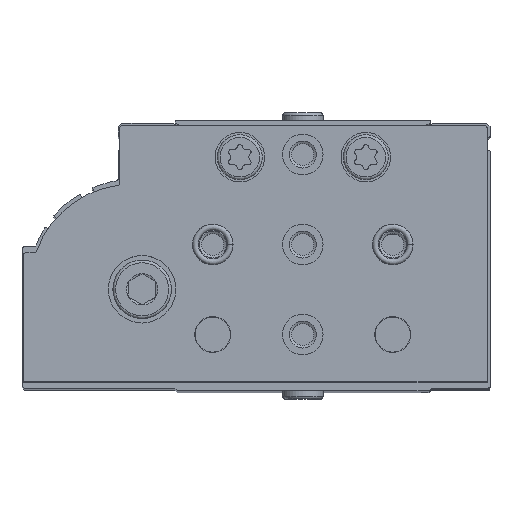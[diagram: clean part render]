
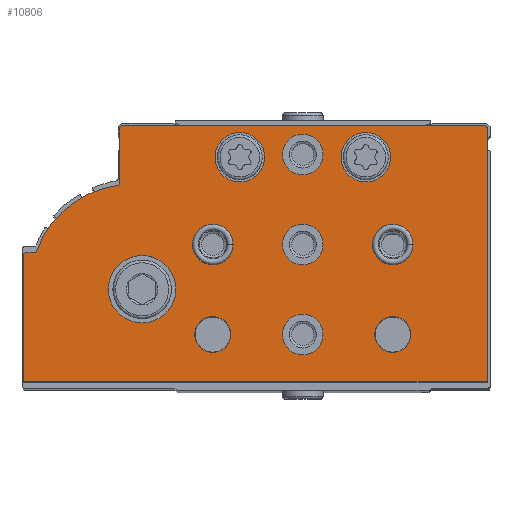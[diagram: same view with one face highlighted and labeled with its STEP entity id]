
A CAD part, top view. The second image highlights one B-rep face of the part: STEP entity #10806.
In plain terms, the highlighted face is planar.
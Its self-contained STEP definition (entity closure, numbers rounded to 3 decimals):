
#1099=LINE('',#18289,#1928);
#1101=LINE('',#18293,#1930);
#1103=LINE('',#18297,#1932);
#1106=LINE('',#18305,#1935);
#1111=LINE('',#18321,#1940);
#1114=LINE('',#18329,#1943);
#1928=VECTOR('',#14809,1000.);
#1930=VECTOR('',#14813,1000.);
#1932=VECTOR('',#14817,1000.);
#1935=VECTOR('',#14826,1000.);
#1940=VECTOR('',#14845,1000.);
#1943=VECTOR('',#14854,1000.);
#4170=ORIENTED_EDGE('',*,*,#6103,.T.);
#4171=ORIENTED_EDGE('',*,*,#6104,.T.);
#4172=ORIENTED_EDGE('',*,*,#6105,.T.);
#4173=ORIENTED_EDGE('',*,*,#6106,.T.);
#4174=ORIENTED_EDGE('',*,*,#6107,.T.);
#4175=ORIENTED_EDGE('',*,*,#6108,.T.);
#4176=ORIENTED_EDGE('',*,*,#6109,.T.);
#4177=ORIENTED_EDGE('',*,*,#6110,.T.);
#4178=ORIENTED_EDGE('',*,*,#6111,.T.);
#4179=ORIENTED_EDGE('',*,*,#6112,.T.);
#4180=ORIENTED_EDGE('',*,*,#6078,.F.);
#4181=ORIENTED_EDGE('',*,*,#6101,.F.);
#4182=ORIENTED_EDGE('',*,*,#6099,.F.);
#4183=ORIENTED_EDGE('',*,*,#6097,.F.);
#4184=ORIENTED_EDGE('',*,*,#6095,.T.);
#4185=ORIENTED_EDGE('',*,*,#6093,.F.);
#4186=ORIENTED_EDGE('',*,*,#6091,.T.);
#4187=ORIENTED_EDGE('',*,*,#6089,.F.);
#4188=ORIENTED_EDGE('',*,*,#6087,.F.);
#4189=ORIENTED_EDGE('',*,*,#6085,.F.);
#4190=ORIENTED_EDGE('',*,*,#6083,.F.);
#4191=ORIENTED_EDGE('',*,*,#6081,.F.);
#6078=EDGE_CURVE('',#7262,#7263,#7918,.T.);
#6081=EDGE_CURVE('',#7263,#7264,#1099,.T.);
#6083=EDGE_CURVE('',#7264,#7265,#1101,.T.);
#6085=EDGE_CURVE('',#7265,#7266,#1103,.T.);
#6087=EDGE_CURVE('',#7266,#7267,#7919,.T.);
#6089=EDGE_CURVE('',#7267,#7268,#1106,.T.);
#6091=EDGE_CURVE('',#7269,#7268,#7920,.T.);
#6093=EDGE_CURVE('',#7269,#7270,#7921,.T.);
#6095=EDGE_CURVE('',#7271,#7270,#7922,.T.);
#6097=EDGE_CURVE('',#7271,#7272,#1111,.T.);
#6099=EDGE_CURVE('',#7272,#7273,#7923,.T.);
#6101=EDGE_CURVE('',#7273,#7262,#1114,.T.);
#6103=EDGE_CURVE('',#7274,#7274,#7924,.T.);
#6104=EDGE_CURVE('',#7275,#7275,#7925,.T.);
#6105=EDGE_CURVE('',#7276,#7276,#7926,.T.);
#6106=EDGE_CURVE('',#7277,#7277,#7927,.T.);
#6107=EDGE_CURVE('',#7278,#7278,#7928,.T.);
#6108=EDGE_CURVE('',#7279,#7279,#7929,.T.);
#6109=EDGE_CURVE('',#7280,#7280,#7930,.T.);
#6110=EDGE_CURVE('',#7281,#7281,#7931,.T.);
#6111=EDGE_CURVE('',#7282,#7282,#7932,.T.);
#6112=EDGE_CURVE('',#7283,#7283,#7933,.T.);
#7262=VERTEX_POINT('',#18284);
#7263=VERTEX_POINT('',#18285);
#7264=VERTEX_POINT('',#18290);
#7265=VERTEX_POINT('',#18294);
#7266=VERTEX_POINT('',#18298);
#7267=VERTEX_POINT('',#18302);
#7268=VERTEX_POINT('',#18306);
#7269=VERTEX_POINT('',#18310);
#7270=VERTEX_POINT('',#18314);
#7271=VERTEX_POINT('',#18318);
#7272=VERTEX_POINT('',#18322);
#7273=VERTEX_POINT('',#18326);
#7274=VERTEX_POINT('',#18333);
#7275=VERTEX_POINT('',#18335);
#7276=VERTEX_POINT('',#18337);
#7277=VERTEX_POINT('',#18339);
#7278=VERTEX_POINT('',#18341);
#7279=VERTEX_POINT('',#18343);
#7280=VERTEX_POINT('',#18345);
#7281=VERTEX_POINT('',#18347);
#7282=VERTEX_POINT('',#18349);
#7283=VERTEX_POINT('',#18351);
#7918=CIRCLE('',#12076,0.5);
#7919=CIRCLE('',#12081,0.5);
#7920=CIRCLE('',#12084,0.5);
#7921=CIRCLE('',#12086,22.5);
#7922=CIRCLE('',#12088,0.5);
#7923=CIRCLE('',#12091,0.5);
#7924=CIRCLE('',#12094,7.5);
#7925=CIRCLE('',#12095,4.5);
#7926=CIRCLE('',#12096,5.5);
#7927=CIRCLE('',#12097,5.5);
#7928=CIRCLE('',#12098,4.5);
#7929=CIRCLE('',#12099,4.5);
#7930=CIRCLE('',#12100,4.5);
#7931=CIRCLE('',#12101,4.);
#7932=CIRCLE('',#12102,4.5);
#7933=CIRCLE('',#12103,4.);
#8731=EDGE_LOOP('',(#4170));
#8732=EDGE_LOOP('',(#4171));
#8733=EDGE_LOOP('',(#4172));
#8734=EDGE_LOOP('',(#4173));
#8735=EDGE_LOOP('',(#4174));
#8736=EDGE_LOOP('',(#4175));
#8737=EDGE_LOOP('',(#4176));
#8738=EDGE_LOOP('',(#4177));
#8739=EDGE_LOOP('',(#4178));
#8740=EDGE_LOOP('',(#4179));
#8741=EDGE_LOOP('',(#4180,#4181,#4182,#4183,#4184,#4185,#4186,#4187,#4188,
#4189,#4190,#4191));
#9689=FACE_BOUND('',#8731,.T.);
#9690=FACE_BOUND('',#8732,.T.);
#9691=FACE_BOUND('',#8733,.T.);
#9692=FACE_BOUND('',#8734,.T.);
#9693=FACE_BOUND('',#8735,.T.);
#9694=FACE_BOUND('',#8736,.T.);
#9695=FACE_BOUND('',#8737,.T.);
#9696=FACE_BOUND('',#8738,.T.);
#9697=FACE_BOUND('',#8739,.T.);
#9698=FACE_BOUND('',#8740,.T.);
#9699=FACE_BOUND('',#8741,.T.);
#10280=PLANE('',#12093);
#10806=ADVANCED_FACE('',(#9689,#9690,#9691,#9692,#9693,#9694,#9695,#9696,
#9697,#9698,#9699),#10280,.F.);
#12076=AXIS2_PLACEMENT_3D('',#18283,#14803,#14804);
#12081=AXIS2_PLACEMENT_3D('',#18301,#14821,#14822);
#12084=AXIS2_PLACEMENT_3D('',#18309,#14830,#14831);
#12086=AXIS2_PLACEMENT_3D('',#18313,#14835,#14836);
#12088=AXIS2_PLACEMENT_3D('',#18317,#14840,#14841);
#12091=AXIS2_PLACEMENT_3D('',#18325,#14849,#14850);
#12093=AXIS2_PLACEMENT_3D('',#18331,#14856,#14857);
#12094=AXIS2_PLACEMENT_3D('',#18332,#14858,#14859);
#12095=AXIS2_PLACEMENT_3D('',#18334,#14860,#14861);
#12096=AXIS2_PLACEMENT_3D('',#18336,#14862,#14863);
#12097=AXIS2_PLACEMENT_3D('',#18338,#14864,#14865);
#12098=AXIS2_PLACEMENT_3D('',#18340,#14866,#14867);
#12099=AXIS2_PLACEMENT_3D('',#18342,#14868,#14869);
#12100=AXIS2_PLACEMENT_3D('',#18344,#14870,#14871);
#12101=AXIS2_PLACEMENT_3D('',#18346,#14872,#14873);
#12102=AXIS2_PLACEMENT_3D('',#18348,#14874,#14875);
#12103=AXIS2_PLACEMENT_3D('',#18350,#14876,#14877);
#14803=DIRECTION('',(0.,0.,1.));
#14804=DIRECTION('',(1.,0.,0.));
#14809=DIRECTION('',(0.,-1.,0.));
#14813=DIRECTION('',(1.,0.,0.));
#14817=DIRECTION('',(0.,1.,0.));
#14821=DIRECTION('',(0.,0.,1.));
#14822=DIRECTION('',(1.,0.,0.));
#14826=DIRECTION('',(-1.,0.,0.));
#14830=DIRECTION('',(0.,0.,1.));
#14831=DIRECTION('',(1.,0.,0.));
#14835=DIRECTION('',(0.,0.,1.));
#14836=DIRECTION('',(1.,0.,0.));
#14840=DIRECTION('',(0.,0.,1.));
#14841=DIRECTION('',(1.,0.,0.));
#14845=DIRECTION('',(0.,1.,0.));
#14849=DIRECTION('',(0.,0.,1.));
#14850=DIRECTION('',(1.,0.,0.));
#14854=DIRECTION('',(-1.,0.,0.));
#14856=DIRECTION('',(0.,0.,1.));
#14857=DIRECTION('',(1.,0.,0.));
#14858=DIRECTION('',(0.,0.,1.));
#14859=DIRECTION('',(1.,0.,0.));
#14860=DIRECTION('',(0.,0.,1.));
#14861=DIRECTION('',(1.,0.,0.));
#14862=DIRECTION('',(0.,0.,1.));
#14863=DIRECTION('',(1.,0.,0.));
#14864=DIRECTION('',(0.,0.,1.));
#14865=DIRECTION('',(1.,0.,0.));
#14866=DIRECTION('',(0.,0.,1.));
#14867=DIRECTION('',(1.,0.,0.));
#14868=DIRECTION('',(0.,0.,1.));
#14869=DIRECTION('',(1.,0.,0.));
#14870=DIRECTION('',(0.,0.,1.));
#14871=DIRECTION('',(1.,0.,0.));
#14872=DIRECTION('',(0.,0.,1.));
#14873=DIRECTION('',(1.,0.,0.));
#14874=DIRECTION('',(0.,0.,1.));
#14875=DIRECTION('',(1.,0.,0.));
#14876=DIRECTION('',(0.,0.,1.));
#14877=DIRECTION('',(1.,0.,0.));
#18283=CARTESIAN_POINT('',(0.5,56.5,0.));
#18284=CARTESIAN_POINT('',(0.5,57.,0.));
#18285=CARTESIAN_POINT('',(0.,56.5,0.));
#18289=CARTESIAN_POINT('',(0.,56.5,0.));
#18290=CARTESIAN_POINT('',(0.,0.,0.));
#18293=CARTESIAN_POINT('',(0.,0.,0.));
#18294=CARTESIAN_POINT('',(103.,0.,0.));
#18297=CARTESIAN_POINT('',(103.,0.,0.));
#18298=CARTESIAN_POINT('',(103.,28.2,0.));
#18301=CARTESIAN_POINT('',(102.5,28.2,0.));
#18302=CARTESIAN_POINT('',(102.5,28.7,0.));
#18305=CARTESIAN_POINT('',(102.5,28.7,0.));
#18306=CARTESIAN_POINT('',(100.637,28.7,0.));
#18309=CARTESIAN_POINT('',(100.637,29.2,0.));
#18310=CARTESIAN_POINT('',(100.167,29.03,0.));
#18313=CARTESIAN_POINT('',(79.,21.4,0.));
#18314=CARTESIAN_POINT('',(82.033,43.695,0.));
#18317=CARTESIAN_POINT('',(82.1,44.19,0.));
#18318=CARTESIAN_POINT('',(81.6,44.19,0.));
#18321=CARTESIAN_POINT('',(81.6,44.19,0.));
#18322=CARTESIAN_POINT('',(81.6,56.5,0.));
#18325=CARTESIAN_POINT('',(81.1,56.5,0.));
#18326=CARTESIAN_POINT('',(81.1,57.,0.));
#18329=CARTESIAN_POINT('',(81.1,57.,0.));
#18331=CARTESIAN_POINT('',(0.5,56.5,0.));
#18332=CARTESIAN_POINT('',(76.65,20.6,0.));
#18333=CARTESIAN_POINT('',(84.15,20.6,0.));
#18334=CARTESIAN_POINT('',(40.95,50.55,0.));
#18335=CARTESIAN_POINT('',(45.45,50.55,0.));
#18336=CARTESIAN_POINT('',(54.95,49.95,0.));
#18337=CARTESIAN_POINT('',(60.45,49.95,0.));
#18338=CARTESIAN_POINT('',(26.95,49.95,0.));
#18339=CARTESIAN_POINT('',(32.45,49.95,0.));
#18340=CARTESIAN_POINT('',(60.95,30.55,0.));
#18341=CARTESIAN_POINT('',(65.45,30.55,0.));
#18342=CARTESIAN_POINT('',(40.95,30.55,0.));
#18343=CARTESIAN_POINT('',(45.45,30.55,0.));
#18344=CARTESIAN_POINT('',(20.95,30.55,0.));
#18345=CARTESIAN_POINT('',(25.45,30.55,0.));
#18346=CARTESIAN_POINT('',(60.95,10.55,0.));
#18347=CARTESIAN_POINT('',(64.95,10.55,0.));
#18348=CARTESIAN_POINT('',(40.95,10.55,0.));
#18349=CARTESIAN_POINT('',(45.45,10.55,0.));
#18350=CARTESIAN_POINT('',(20.95,10.55,0.));
#18351=CARTESIAN_POINT('',(24.95,10.55,0.));
